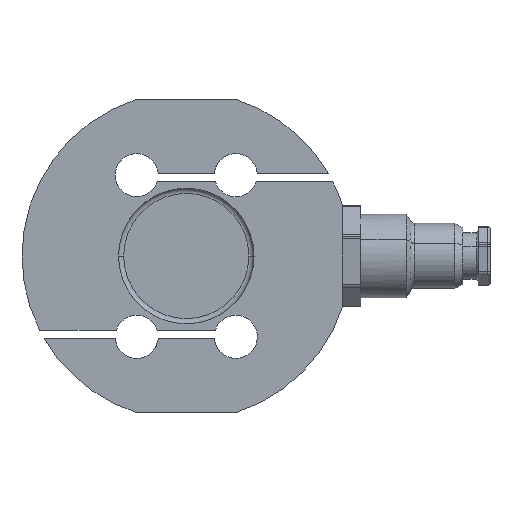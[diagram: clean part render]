
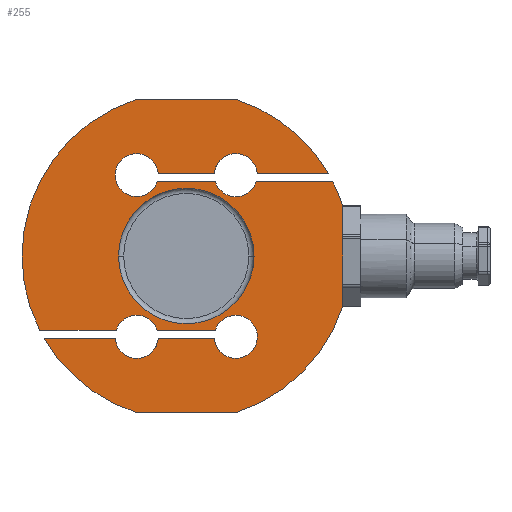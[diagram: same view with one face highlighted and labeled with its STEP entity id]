
A CAD part, front view. The second image highlights one B-rep face of the part: STEP entity #255.
In plain terms, the highlighted face is planar.
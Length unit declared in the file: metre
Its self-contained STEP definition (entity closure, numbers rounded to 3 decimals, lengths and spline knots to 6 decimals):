
#255=ADVANCED_FACE('0:93',(#566,#567),#568,.T.);
#566=FACE_OUTER_BOUND('',#951,.T.);
#567=FACE_BOUND('',#952,.T.);
#568=PLANE('',#953);
#951=EDGE_LOOP('',(#1592,#1593,#1594,#1595,#1596,#1597,#1598,#1599,#1600,#1601,#1602,#1603,#1604,#1605,#1606,#1607,#1608,#1609,#1610,#1611,#1612,#1613,#1614,#1615,#1616));
#952=EDGE_LOOP('',(#1617,#1618));
#953=AXIS2_PLACEMENT_3D('',#1619,#1620,#1621);
#1592=ORIENTED_EDGE('',*,*,#2391,.T.);
#1593=ORIENTED_EDGE('',*,*,#2433,.T.);
#1594=ORIENTED_EDGE('',*,*,#2499,.F.);
#1595=ORIENTED_EDGE('',*,*,#2500,.F.);
#1596=ORIENTED_EDGE('',*,*,#2501,.F.);
#1597=ORIENTED_EDGE('',*,*,#2379,.F.);
#1598=ORIENTED_EDGE('',*,*,#2442,.F.);
#1599=ORIENTED_EDGE('',*,*,#2465,.F.);
#1600=ORIENTED_EDGE('',*,*,#2476,.F.);
#1601=ORIENTED_EDGE('',*,*,#2502,.F.);
#1602=ORIENTED_EDGE('',*,*,#2497,.T.);
#1603=ORIENTED_EDGE('',*,*,#2461,.F.);
#1604=ORIENTED_EDGE('',*,*,#2503,.T.);
#1605=ORIENTED_EDGE('',*,*,#2504,.F.);
#1606=ORIENTED_EDGE('',*,*,#2505,.T.);
#1607=ORIENTED_EDGE('',*,*,#2506,.F.);
#1608=ORIENTED_EDGE('',*,*,#2507,.F.);
#1609=ORIENTED_EDGE('',*,*,#2508,.F.);
#1610=ORIENTED_EDGE('',*,*,#2435,.F.);
#1611=ORIENTED_EDGE('',*,*,#2388,.F.);
#1612=ORIENTED_EDGE('',*,*,#2472,.F.);
#1613=ORIENTED_EDGE('',*,*,#2480,.F.);
#1614=ORIENTED_EDGE('',*,*,#2509,.F.);
#1615=ORIENTED_EDGE('',*,*,#2510,.T.);
#1616=ORIENTED_EDGE('',*,*,#2467,.F.);
#1617=ORIENTED_EDGE('',*,*,#2422,.F.);
#1618=ORIENTED_EDGE('',*,*,#2410,.F.);
#1619=CARTESIAN_POINT('',(0.0,0.0,0.022));
#1620=DIRECTION('',(0.0,0.0,1.0));
#1621=DIRECTION('',(1.0,-0.0,0.0));
#2379=EDGE_CURVE('',#2804,#2807,#2808,.T.);
#2388=EDGE_CURVE('0:189',#2822,#2814,#2824,.T.);
#2391=EDGE_CURVE('0:165',#2829,#2826,#2830,.T.);
#2410=EDGE_CURVE('',#2859,#2861,#2862,.T.);
#2422=EDGE_CURVE('0:147',#2861,#2859,#2878,.T.);
#2433=EDGE_CURVE('',#2826,#2889,#2891,.T.);
#2435=EDGE_CURVE('',#2814,#2893,#2894,.T.);
#2442=EDGE_CURVE('0:195',#2902,#2804,#2904,.T.);
#2461=EDGE_CURVE('0:255',#2928,#2930,#2931,.T.);
#2465=EDGE_CURVE('0:264',#2934,#2902,#2936,.T.);
#2467=EDGE_CURVE('0:267',#2829,#2938,#2939,.T.);
#2472=EDGE_CURVE('0:279',#2944,#2822,#2946,.T.);
#2476=EDGE_CURVE('0:288',#2950,#2934,#2952,.T.);
#2480=EDGE_CURVE('0:297',#2956,#2944,#2958,.T.);
#2497=EDGE_CURVE('0:342',#2983,#2930,#2985,.T.);
#2499=EDGE_CURVE('0:345',#2987,#2889,#2988,.T.);
#2500=EDGE_CURVE('0:348',#2989,#2987,#2990,.T.);
#2501=EDGE_CURVE('0:351',#2807,#2989,#2991,.T.);
#2502=EDGE_CURVE('0:354',#2983,#2950,#2992,.T.);
#2503=EDGE_CURVE('0:357',#2928,#2993,#2994,.T.);
#2504=EDGE_CURVE('0:360',#2995,#2993,#2996,.T.);
#2505=EDGE_CURVE('0:363',#2995,#2997,#2998,.T.);
#2506=EDGE_CURVE('0:366',#2999,#2997,#3000,.T.);
#2507=EDGE_CURVE('0:369',#3001,#2999,#3002,.T.);
#2508=EDGE_CURVE('0:372',#2893,#3001,#3003,.T.);
#2509=EDGE_CURVE('0:375',#3004,#2956,#3005,.T.);
#2510=EDGE_CURVE('0:378',#3004,#2938,#3006,.T.);
#2804=VERTEX_POINT('',#3486);
#2807=VERTEX_POINT('NONE',#3490);
#2808=CIRCLE('',#3491,0.004125);
#2814=VERTEX_POINT('',#3498);
#2822=VERTEX_POINT('NONE',#3547);
#2824=CIRCLE('',#3550,0.004125);
#2826=VERTEX_POINT('',#3552);
#2829=VERTEX_POINT('NONE',#3556);
#2830=CIRCLE('',#3557,0.0315);
#2859=VERTEX_POINT('',#3589);
#2861=VERTEX_POINT('',#3592);
#2862=CIRCLE('',#3593,0.013);
#2878=CIRCLE('',#3612,0.013);
#2889=VERTEX_POINT('NONE',#3623);
#2891=CIRCLE('',#3626,0.0315);
#2893=VERTEX_POINT('NONE',#3628);
#2894=CIRCLE('',#3629,0.004125);
#2902=VERTEX_POINT('NONE',#3639);
#2904=CIRCLE('',#3642,0.004125);
#2928=VERTEX_POINT('NONE',#3710);
#2930=VERTEX_POINT('NONE',#3713);
#2931=LINE('',#3714,#3715);
#2934=VERTEX_POINT('NONE',#3719);
#2936=LINE('',#3722,#3723);
#2938=VERTEX_POINT('NONE',#3725);
#2939=LINE('',#3726,#3727);
#2944=VERTEX_POINT('NONE',#3734);
#2946=LINE('',#3737,#3738);
#2950=VERTEX_POINT('NONE',#3742);
#2952=CIRCLE('',#3745,0.004125);
#2956=VERTEX_POINT('NONE',#3749);
#2958=CIRCLE('',#3752,0.004125);
#2983=VERTEX_POINT('NONE',#3784);
#2985=CIRCLE('',#3787,0.0315);
#2987=VERTEX_POINT('NONE',#3789);
#2988=LINE('',#3790,#3791);
#2989=VERTEX_POINT('NONE',#3792);
#2990=CIRCLE('',#3793,0.004125);
#2991=LINE('',#3794,#3795);
#2992=LINE('',#3796,#3797);
#2993=VERTEX_POINT('NONE',#3798);
#2994=CIRCLE('',#3799,0.0315);
#2995=VERTEX_POINT('NONE',#3800);
#2996=LINE('',#3801,#3802);
#2997=VERTEX_POINT('NONE',#3803);
#2998=CIRCLE('',#3804,0.0315);
#2999=VERTEX_POINT('NONE',#3805);
#3000=LINE('',#3806,#3807);
#3001=VERTEX_POINT('NONE',#3808);
#3002=CIRCLE('',#3809,0.004125);
#3003=LINE('',#3810,#3811);
#3004=VERTEX_POINT('NONE',#3812);
#3005=LINE('',#3813,#3814);
#3006=CIRCLE('',#3815,0.0315);
#3486=CARTESIAN_POINT('',(0.013625,-0.0155,0.022));
#3490=CARTESIAN_POINT('',(0.005569,-0.01425,0.022));
#3491=AXIS2_PLACEMENT_3D('',#4361,#4362,#4363);
#3498=CARTESIAN_POINT('',(-0.013625,0.0155,0.022));
#3547=CARTESIAN_POINT('',(-0.005383,0.01575,0.022));
#3550=AXIS2_PLACEMENT_3D('',#4374,#4375,#4376);
#3552=CARTESIAN_POINT('',(-0.0315,0.,0.022));
#3556=CARTESIAN_POINT('',(-0.009605,0.03,0.022));
#3557=AXIS2_PLACEMENT_3D('',#4378,#4379,#4380);
#3589=CARTESIAN_POINT('',(0.013,0.,0.022));
#3592=CARTESIAN_POINT('',(-0.013,0.,0.022));
#3593=AXIS2_PLACEMENT_3D('',#4415,#4416,#4417);
#3612=AXIS2_PLACEMENT_3D('',#4436,#4437,#4438);
#3623=CARTESIAN_POINT('',(-0.028092,-0.01425,0.022));
#3626=AXIS2_PLACEMENT_3D('',#4455,#4456,#4457);
#3628=CARTESIAN_POINT('',(-0.005569,0.01425,0.022));
#3629=AXIS2_PLACEMENT_3D('',#4458,#4459,#4460);
#3639=CARTESIAN_POINT('',(0.005383,-0.01575,0.022));
#3642=AXIS2_PLACEMENT_3D('',#4470,#4471,#4472);
#3710=CARTESIAN_POINT('',(0.009605,-0.03,0.022));
#3713=CARTESIAN_POINT('',(-0.009605,-0.03,0.022));
#3714=CARTESIAN_POINT('',(-0.015694,-0.03,0.022));
#3715=VECTOR('',#4497,1.0);
#3719=CARTESIAN_POINT('',(-0.005383,-0.01575,0.022));
#3722=CARTESIAN_POINT('',(-0.032363,-0.01575,0.022));
#3723=VECTOR('',#4500,1.0);
#3725=CARTESIAN_POINT('',(0.009605,0.03,0.022));
#3726=CARTESIAN_POINT('',(0.,0.03,0.022));
#3727=VECTOR('',#4501,1.0);
#3734=CARTESIAN_POINT('',(0.005383,0.01575,0.022));
#3737=CARTESIAN_POINT('',(0.062998,0.01575,0.022));
#3738=VECTOR('',#4505,1.0);
#3742=CARTESIAN_POINT('',(-0.013617,-0.01575,0.022));
#3745=AXIS2_PLACEMENT_3D('',#4510,#4511,#4512);
#3749=CARTESIAN_POINT('',(0.013617,0.01575,0.022));
#3752=AXIS2_PLACEMENT_3D('',#4517,#4518,#4519);
#3784=CARTESIAN_POINT('',(-0.02728,-0.01575,0.022));
#3787=AXIS2_PLACEMENT_3D('',#4546,#4547,#4548);
#3789=CARTESIAN_POINT('',(-0.013431,-0.01425,0.022));
#3790=CARTESIAN_POINT('',(-0.032363,-0.01425,0.022));
#3791=VECTOR('',#4549,1.0);
#3792=CARTESIAN_POINT('',(-0.005569,-0.01425,0.022));
#3793=AXIS2_PLACEMENT_3D('',#4550,#4551,#4552);
#3794=CARTESIAN_POINT('',(-0.032363,-0.01425,0.022));
#3795=VECTOR('',#4553,1.0);
#3796=CARTESIAN_POINT('',(-0.032363,-0.01575,0.022));
#3797=VECTOR('',#4554,1.0);
#3798=CARTESIAN_POINT('',(0.03,-0.009605,0.022));
#3799=AXIS2_PLACEMENT_3D('',#4555,#4556,#4557);
#3800=CARTESIAN_POINT('',(0.03,0.009605,0.022));
#3801=CARTESIAN_POINT('',(0.03,0.,0.022));
#3802=VECTOR('',#4558,1.0);
#3803=CARTESIAN_POINT('',(0.028092,0.01425,0.022));
#3804=AXIS2_PLACEMENT_3D('',#4559,#4560,#4561);
#3805=CARTESIAN_POINT('',(0.013431,0.01425,0.022));
#3806=CARTESIAN_POINT('',(0.062998,0.01425,0.022));
#3807=VECTOR('',#4562,1.0);
#3808=CARTESIAN_POINT('',(0.005569,0.01425,0.022));
#3809=AXIS2_PLACEMENT_3D('',#4563,#4564,#4565);
#3810=CARTESIAN_POINT('',(0.062998,0.01425,0.022));
#3811=VECTOR('',#4566,1.0);
#3812=CARTESIAN_POINT('',(0.02728,0.01575,0.022));
#3813=CARTESIAN_POINT('',(0.062998,0.01575,0.022));
#3814=VECTOR('',#4567,1.0);
#3815=AXIS2_PLACEMENT_3D('',#4568,#4569,#4570);
#4361=CARTESIAN_POINT('',(0.0095,-0.0155,0.022));
#4362=DIRECTION('',(0.0,0.0,1.0));
#4363=DIRECTION('',(1.0,0.0,0.0));
#4374=CARTESIAN_POINT('',(-0.0095,0.0155,0.022));
#4375=DIRECTION('',(0.0,0.0,1.0));
#4376=DIRECTION('',(1.0,0.0,0.0));
#4378=CARTESIAN_POINT('',(0.0,0.0,0.022));
#4379=DIRECTION('',(0.0,0.0,1.0));
#4380=DIRECTION('',(1.0,0.0,0.0));
#4415=CARTESIAN_POINT('',(0.0,0.0,0.022));
#4416=DIRECTION('',(0.0,0.0,1.0));
#4417=DIRECTION('',(1.0,0.0,0.0));
#4436=CARTESIAN_POINT('',(0.0,0.0,0.022));
#4437=DIRECTION('',(0.0,0.0,1.0));
#4438=DIRECTION('',(1.0,0.0,0.0));
#4455=CARTESIAN_POINT('',(0.0,0.0,0.022));
#4456=DIRECTION('',(0.0,0.0,1.0));
#4457=DIRECTION('',(1.0,0.0,0.0));
#4458=CARTESIAN_POINT('',(-0.0095,0.0155,0.022));
#4459=DIRECTION('',(0.0,0.0,1.0));
#4460=DIRECTION('',(1.0,0.0,0.0));
#4470=CARTESIAN_POINT('',(0.0095,-0.0155,0.022));
#4471=DIRECTION('',(0.0,0.0,1.0));
#4472=DIRECTION('',(1.0,0.0,0.0));
#4497=DIRECTION('',(-1.0,-0.0,-0.0));
#4500=DIRECTION('',(1.0,0.0,0.0));
#4501=DIRECTION('',(1.0,0.,-0.0));
#4505=DIRECTION('',(-1.0,0.0,0.0));
#4510=CARTESIAN_POINT('',(-0.0095,-0.0155,0.022));
#4511=DIRECTION('',(0.0,0.0,1.0));
#4512=DIRECTION('',(1.0,0.0,0.0));
#4517=CARTESIAN_POINT('',(0.0095,0.0155,0.022));
#4518=DIRECTION('',(0.0,0.0,1.0));
#4519=DIRECTION('',(1.0,0.0,0.0));
#4546=CARTESIAN_POINT('',(0.0,0.0,0.022));
#4547=DIRECTION('',(0.0,0.0,1.0));
#4548=DIRECTION('',(1.0,0.0,0.0));
#4549=DIRECTION('',(-1.0,-0.0,-0.0));
#4550=CARTESIAN_POINT('',(-0.0095,-0.0155,0.022));
#4551=DIRECTION('',(0.0,0.0,1.0));
#4552=DIRECTION('',(1.0,0.0,0.0));
#4553=DIRECTION('',(-1.0,-0.0,-0.0));
#4554=DIRECTION('',(1.0,0.0,0.0));
#4555=CARTESIAN_POINT('',(0.0,0.0,0.022));
#4556=DIRECTION('',(0.0,0.0,1.0));
#4557=DIRECTION('',(1.0,0.0,0.0));
#4558=DIRECTION('',(0.,-1.0,0.0));
#4559=CARTESIAN_POINT('',(0.0,0.0,0.022));
#4560=DIRECTION('',(0.0,0.0,1.0));
#4561=DIRECTION('',(1.0,0.0,0.0));
#4562=DIRECTION('',(1.0,-0.0,-0.0));
#4563=CARTESIAN_POINT('',(0.0095,0.0155,0.022));
#4564=DIRECTION('',(0.0,0.0,1.0));
#4565=DIRECTION('',(1.0,0.0,0.0));
#4566=DIRECTION('',(1.0,-0.0,-0.0));
#4567=DIRECTION('',(-1.0,0.0,0.0));
#4568=CARTESIAN_POINT('',(0.0,0.0,0.022));
#4569=DIRECTION('',(0.0,0.0,1.0));
#4570=DIRECTION('',(1.0,0.0,0.0));
